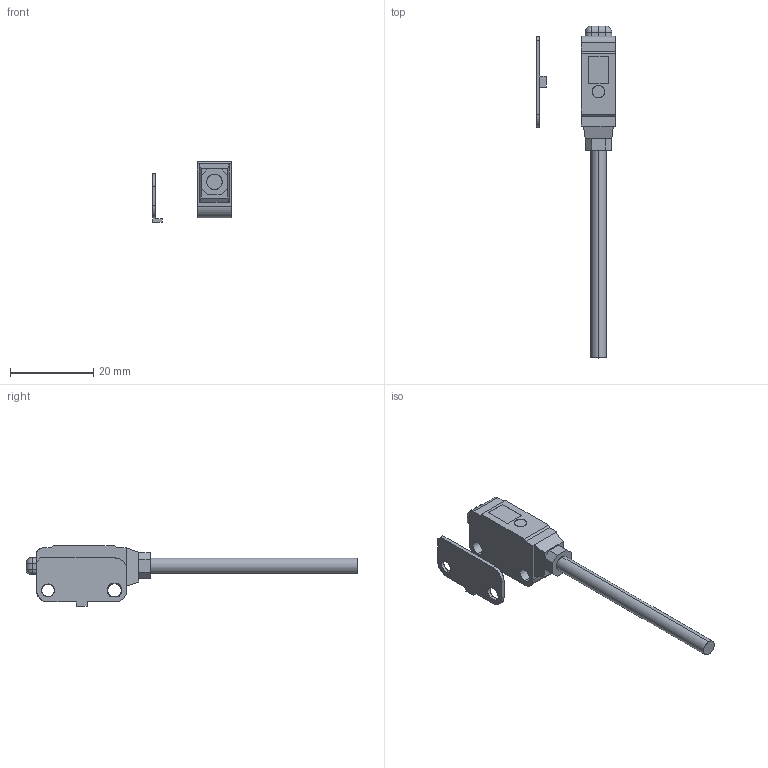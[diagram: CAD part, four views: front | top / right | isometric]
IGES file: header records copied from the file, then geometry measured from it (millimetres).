
Start section: SolidWorks IGES file using analytic representation for surfaces
Global section: file name: ex-l261.IGS; native system: SolidWorks 2010; preprocessor: SolidWorks 2010; author: myh408; date: 110922.142120; units: millimetre
Bounding box: 19 x 79.9 x 14.5 mm (x, y, z)
Surface area: 2509 mm2 (no closed solid volume)
Topology: 0 solids, 0 shells, 97 faces, 1024 edges, 1024 vertices
Faces by surface type: bspline 64, revolution 33
